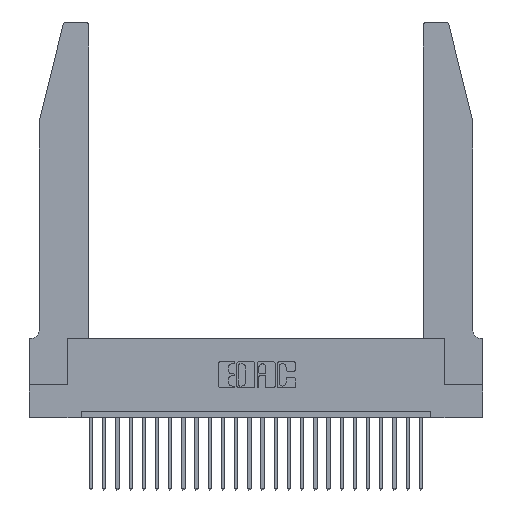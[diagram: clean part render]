
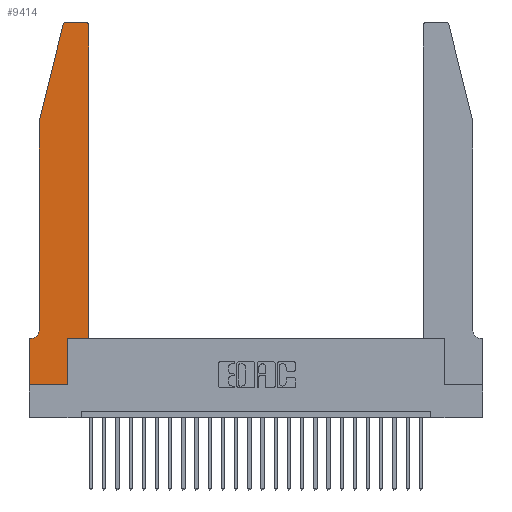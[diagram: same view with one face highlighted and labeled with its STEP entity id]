
A CAD part, top view. The second image highlights one B-rep face of the part: STEP entity #9414.
In plain terms, the highlighted planar face has unit normal (0, 0, 1).
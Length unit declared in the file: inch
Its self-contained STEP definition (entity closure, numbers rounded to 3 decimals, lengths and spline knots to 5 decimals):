
#81 = ORIENTED_EDGE ( 'NONE', *, *, #17296, .T. ) ;
#221 = CARTESIAN_POINT ( 'NONE',  ( 0., 0.35, 0.37 ) ) ;
#266 = AXIS2_PLACEMENT_3D ( 'NONE', #11609, #24082, #21679 ) ;
#507 = ORIENTED_EDGE ( 'NONE', *, *, #2647, .T. ) ;
#889 = VECTOR ( 'NONE', #25224, 39.37008 ) ;
#985 = VERTEX_POINT ( 'NONE', #2382 ) ;
#1115 = DIRECTION ( 'NONE',  ( 0., 0., -1. ) ) ;
#1267 = CARTESIAN_POINT ( 'NONE',  ( 0., 0., 0.37 ) ) ;
#1946 = EDGE_CURVE ( 'NONE', #3016, #12334, #10985, .T. ) ;
#2382 = CARTESIAN_POINT ( 'NONE',  ( 0.4505, 2.72, 0.37 ) ) ;
#2539 = VERTEX_POINT ( 'NONE', #17347 ) ;
#2647 = EDGE_CURVE ( 'NONE', #21183, #4444, #10610, .T. ) ;
#2888 = DIRECTION ( 'NONE',  ( 1., 0., 0. ) ) ;
#2989 = CARTESIAN_POINT ( 'NONE',  ( 0., 0.35, 0.37 ) ) ;
#3016 = VERTEX_POINT ( 'NONE', #8142 ) ;
#3145 = DIRECTION ( 'NONE',  ( -0.239, -0.971, 0. ) ) ;
#3301 = CARTESIAN_POINT ( 'NONE',  ( 0.2865, 0.35, 0.37 ) ) ;
#3656 = CARTESIAN_POINT ( 'NONE',  ( 0.4505, 0.35, 0.37 ) ) ;
#3686 = VECTOR ( 'NONE', #14196, 39.37008 ) ;
#3832 = ORIENTED_EDGE ( 'NONE', *, *, #15818, .T. ) ;
#4394 = CARTESIAN_POINT ( 'NONE',  ( 0.284, 2.72, 0.37 ) ) ;
#4444 = VERTEX_POINT ( 'NONE', #16343 ) ;
#5553 = DIRECTION ( 'NONE',  ( 0., -1., 0. ) ) ;
#6015 = CARTESIAN_POINT ( 'NONE',  ( 0.4505, 0.35, 0.37 ) ) ;
#6423 = VERTEX_POINT ( 'NONE', #7787 ) ;
#6856 = AXIS2_PLACEMENT_3D ( 'NONE', #221, #12713, #14576 ) ;
#6903 = VERTEX_POINT ( 'NONE', #12883 ) ;
#7280 = DIRECTION ( 'NONE',  ( -1., 0., 0. ) ) ;
#7787 = CARTESIAN_POINT ( 'NONE',  ( 0.2865, 0., 0.37 ) ) ;
#8142 = CARTESIAN_POINT ( 'NONE',  ( 0.4205, 2.75, 0.37 ) ) ;
#8236 = EDGE_CURVE ( 'NONE', #24871, #985, #21756, .T. ) ;
#8265 = VECTOR ( 'NONE', #5553, 39.37008 ) ;
#8539 = DIRECTION ( 'NONE',  ( 0., 0., 1. ) ) ;
#8654 = PLANE ( 'NONE',  #6856 ) ;
#8734 = ORIENTED_EDGE ( 'NONE', *, *, #8236, .T. ) ;
#9176 = LINE ( 'NONE', #14002, #3686 ) ;
#9223 = FACE_OUTER_BOUND ( 'NONE', #23765, .T. ) ;
#9235 = DIRECTION ( 'NONE',  ( -1., 0., 0. ) ) ;
#9349 = CARTESIAN_POINT ( 'NONE',  ( 0.0755, 0.42, 0.37 ) ) ;
#9414 = ADVANCED_FACE ( 'NONE', ( #9223 ), #8654, .T. ) ;
#10610 = LINE ( 'NONE', #11622, #17299 ) ;
#10985 = LINE ( 'NONE', #19264, #17663 ) ;
#10998 = EDGE_CURVE ( 'NONE', #6903, #19734, #9176, .T. ) ;
#11191 = CARTESIAN_POINT ( 'NONE',  ( 0.0755, 2., 0.37 ) ) ;
#11406 = LINE ( 'NONE', #3301, #24492 ) ;
#11609 = CARTESIAN_POINT ( 'NONE',  ( 0.4205, 2.72, 0.37 ) ) ;
#11622 = CARTESIAN_POINT ( 'NONE',  ( 0.0755, 2., 0.37 ) ) ;
#11718 = VERTEX_POINT ( 'NONE', #21812 ) ;
#11958 = DIRECTION ( 'NONE',  ( 0., 1., 0. ) ) ;
#12334 = VERTEX_POINT ( 'NONE', #14537 ) ;
#12713 = DIRECTION ( 'NONE',  ( 0., 0., 1. ) ) ;
#12883 = CARTESIAN_POINT ( 'NONE',  ( 0.0055, 0.35, 0.37 ) ) ;
#13352 = VERTEX_POINT ( 'NONE', #9349 ) ;
#13389 = EDGE_CURVE ( 'NONE', #19734, #2539, #23629, .T. ) ;
#14002 = CARTESIAN_POINT ( 'NONE',  ( 0.0755, 0.35, 0.37 ) ) ;
#14196 = DIRECTION ( 'NONE',  ( -1., 0., 0. ) ) ;
#14537 = CARTESIAN_POINT ( 'NONE',  ( 0.284, 2.75, 0.37 ) ) ;
#14576 = DIRECTION ( 'NONE',  ( 1., 0., 0. ) ) ;
#14896 = CARTESIAN_POINT ( 'NONE',  ( 0.4505, 0.35, 0.37 ) ) ;
#15670 = LINE ( 'NONE', #14896, #889 ) ;
#15818 = EDGE_CURVE ( 'NONE', #13352, #6903, #25075, .T. ) ;
#16249 = VECTOR ( 'NONE', #23221, 39.37008 ) ;
#16343 = CARTESIAN_POINT ( 'NONE',  ( 0.0755, 2., 0.37 ) ) ;
#16934 = EDGE_CURVE ( 'NONE', #12334, #21183, #25309, .T. ) ;
#17296 = EDGE_CURVE ( 'NONE', #985, #3016, #24979, .T. ) ;
#17299 = VECTOR ( 'NONE', #3145, 39.37008 ) ;
#17347 = CARTESIAN_POINT ( 'NONE',  ( 0., 0., 0.37 ) ) ;
#17425 = VECTOR ( 'NONE', #2888, 39.37008 ) ;
#17614 = VECTOR ( 'NONE', #11958, 39.37008 ) ;
#17654 = DIRECTION ( 'NONE',  ( 0., 1., 0. ) ) ;
#17663 = VECTOR ( 'NONE', #9235, 39.37008 ) ;
#18279 = CARTESIAN_POINT ( 'NONE',  ( 0.25487, 2.72718, 0.37 ) ) ;
#18363 = EDGE_CURVE ( 'NONE', #4444, #13352, #21655, .T. ) ;
#18534 = ORIENTED_EDGE ( 'NONE', *, *, #23518, .T. ) ;
#19221 = EDGE_CURVE ( 'NONE', #6423, #11718, #11406, .T. ) ;
#19230 = CARTESIAN_POINT ( 'NONE',  ( 0., 0., 0.37 ) ) ;
#19264 = CARTESIAN_POINT ( 'NONE',  ( 0.2605, 2.75, 0.37 ) ) ;
#19599 = EDGE_CURVE ( 'NONE', #2539, #6423, #26051, .T. ) ;
#19646 = AXIS2_PLACEMENT_3D ( 'NONE', #21859, #1115, #7280 ) ;
#19734 = VERTEX_POINT ( 'NONE', #2989 ) ;
#19914 = ORIENTED_EDGE ( 'NONE', *, *, #1946, .T. ) ;
#21168 = ORIENTED_EDGE ( 'NONE', *, *, #10998, .T. ) ;
#21183 = VERTEX_POINT ( 'NONE', #18279 ) ;
#21655 = LINE ( 'NONE', #11191, #16249 ) ;
#21679 = DIRECTION ( 'NONE',  ( 1., 0., 0. ) ) ;
#21756 = LINE ( 'NONE', #6015, #17614 ) ;
#21812 = CARTESIAN_POINT ( 'NONE',  ( 0.2865, 0.35, 0.37 ) ) ;
#21859 = CARTESIAN_POINT ( 'NONE',  ( 0.0055, 0.42, 0.37 ) ) ;
#22085 = ORIENTED_EDGE ( 'NONE', *, *, #19599, .T. ) ;
#22459 = ORIENTED_EDGE ( 'NONE', *, *, #19221, .T. ) ;
#22505 = DIRECTION ( 'NONE',  ( 1., 0., 0. ) ) ;
#23221 = DIRECTION ( 'NONE',  ( 0., -1., 0. ) ) ;
#23518 = EDGE_CURVE ( 'NONE', #11718, #24871, #15670, .T. ) ;
#23629 = LINE ( 'NONE', #1267, #8265 ) ;
#23765 = EDGE_LOOP ( 'NONE', ( #19914, #24217, #507, #24961, #3832, #21168, #25639, #22085, #22459, #18534, #8734, #81 ) ) ;
#24082 = DIRECTION ( 'NONE',  ( 0., 0., 1. ) ) ;
#24217 = ORIENTED_EDGE ( 'NONE', *, *, #16934, .T. ) ;
#24492 = VECTOR ( 'NONE', #17654, 39.37008 ) ;
#24871 = VERTEX_POINT ( 'NONE', #3656 ) ;
#24961 = ORIENTED_EDGE ( 'NONE', *, *, #18363, .T. ) ;
#24979 = CIRCLE ( 'NONE', #266, 0.03 ) ;
#25075 = CIRCLE ( 'NONE', #19646, 0.07 ) ;
#25224 = DIRECTION ( 'NONE',  ( 1., 0., 0. ) ) ;
#25309 = CIRCLE ( 'NONE', #25444, 0.03 ) ;
#25444 = AXIS2_PLACEMENT_3D ( 'NONE', #4394, #8539, #22505 ) ;
#25639 = ORIENTED_EDGE ( 'NONE', *, *, #13389, .T. ) ;
#26051 = LINE ( 'NONE', #19230, #17425 ) ;
